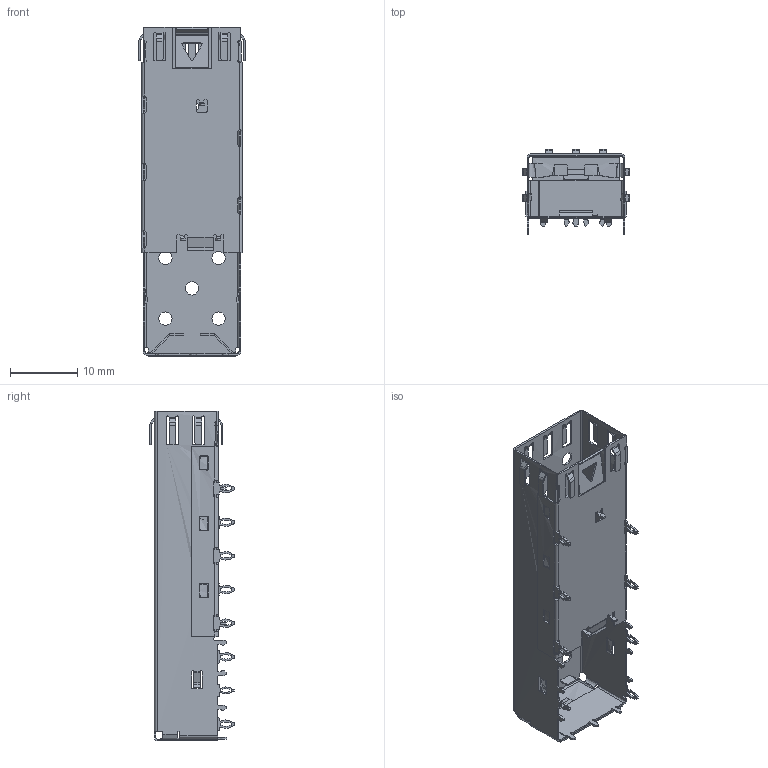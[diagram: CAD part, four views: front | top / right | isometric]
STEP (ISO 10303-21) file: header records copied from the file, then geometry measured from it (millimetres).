
FILE_DESCRIPTION((''),'2;1');
FILE_NAME('USER_LIBRARY-U77A1118X00X','2022-07-03T15:14:28',('XIAOSENLUO'),(''),'CREO PARAMETRIC BY PTC INC, 2022014','CREO PARAMETRIC BY PTC INC, 2022014','');
FILE_SCHEMA(('AUTOMOTIVE_DESIGN { 1 0 10303 214 1 1 1 1 }'));
Length unit declared in the file: millimetre
Products named in the file (1): USER_LIBRARY-U77A1118X00X
Bounding box: 15.85 x 12.57 x 48.98 mm (x, y, z)
Topology: 0 solids, 11 shells, 1090 faces, 3131 edges, 2053 vertices
Faces by surface type: bspline 571, cylinder 502, plane 17
Full cylindrical faces by diameter (mm): 0.4 x1
Entity records: 49524 total; most frequent: CARTESIAN_POINT 13964, ORIENTED_EDGE 6139, DIRECTION 4292, PRESENTATION_STYLE_ASSIGNMENT 3145, STYLED_ITEM 3145, CURVE_STYLE 3138, EDGE_CURVE 3138, VERTEX_POINT 2055
